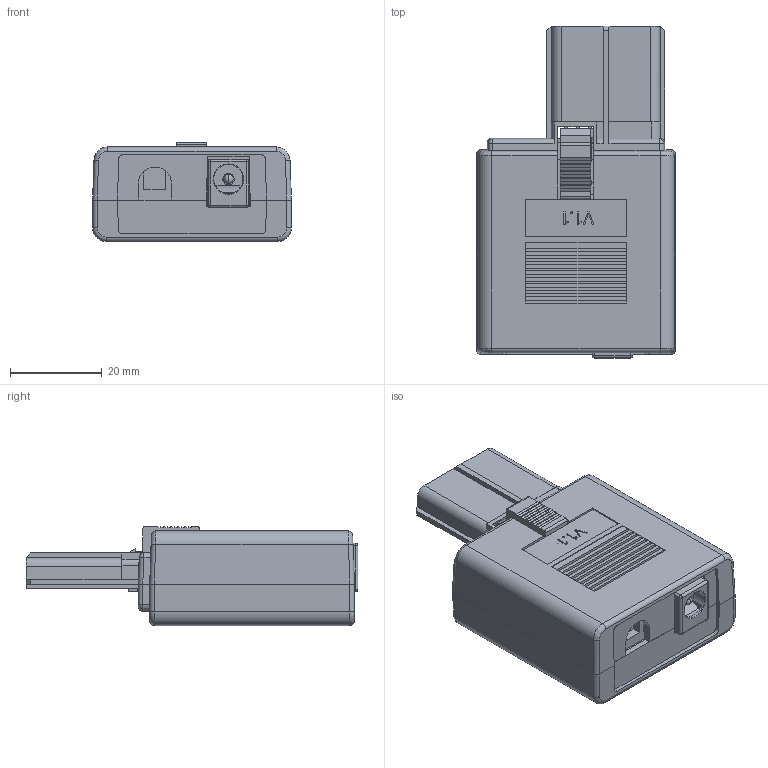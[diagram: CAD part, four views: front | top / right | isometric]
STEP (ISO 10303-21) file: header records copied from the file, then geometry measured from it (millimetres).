
FILE_DESCRIPTION((''),'2;1');
FILE_NAME('ASTS2024','2025-01-28T',(''),(''),'PRO/ENGINEER BY PARAMETRIC TECHNOLOGY CORPORATION, 2003250','PRO/ENGINEER BY PARAMETRIC TECHNOLOGY CORPORATION, 2003250','');
FILE_SCHEMA(('CONFIG_CONTROL_DESIGN'));
Length unit declared in the file: millimetre
Products named in the file (22): TOP_SLOT_PCB_01; 90122-0928; CHAMFER2; FILLET4; FILLET5; BARREL_CONNECTOR; CENTER_PIN; TERMINAL_1_BRACE; DC_POWER_JACK_5_5MM_X_2_1MM_ANY_ASM; ASSEMBLY_-_DC_POWER_JACK_ASM; SOLID3; BARREL; PIN; RESISTOR_THT_0_25W_ASM; 1N4001_ASM; ASSEMBLY_-_TOP_SLOT_PCB_ASM; 22759-SPKT-NO; LABEL-WITH-DESIGN-VERSION_1; BOTTOM_2024_02; TOP_2024_10; REAR_COVER_00; ASTS2024
Assembly tree (21 placements, depth 5):
  ASTS2024
    ASSEMBLY_-_TOP_SLOT_PCB_ASM
      TOP_SLOT_PCB_01
      90122-0928
      ASSEMBLY_-_DC_POWER_JACK_ASM
        DC_POWER_JACK_5_5MM_X_2_1MM_ANY_ASM
          CHAMFER2
          FILLET4
          FILLET5
          BARREL_CONNECTOR
          CENTER_PIN
          TERMINAL_1_BRACE
      1N4001_ASM
        RESISTOR_THT_0_25W_ASM
          SOLID3
          BARREL
          PIN
    22759-SPKT-NO
    LABEL-WITH-DESIGN-VERSION_1
    BOTTOM_2024_02
    TOP_2024_10
    REAR_COVER_00
Bounding box: 43.41 x 72.48 x 21.66 mm (x, y, z)
Volume: 17850.4 mm3; surface area: 24858.2 mm2
Topology: 17 solids, 17 shells, 1519 faces, 3915 edges, 2487 vertices
Faces by surface type: plane 1198, cylinder 249, cone 20, sphere 17, torus 14, extrusion 11, bspline 10
Entity records: 51288 total; most frequent: CARTESIAN_POINT 13746, ORIENTED_EDGE 7792, DIRECTION 7355, EDGE_CURVE 3896, VECTOR 3283, LINE 3272, VERTEX_POINT 2487, AXIS2_PLACEMENT_3D 2036
